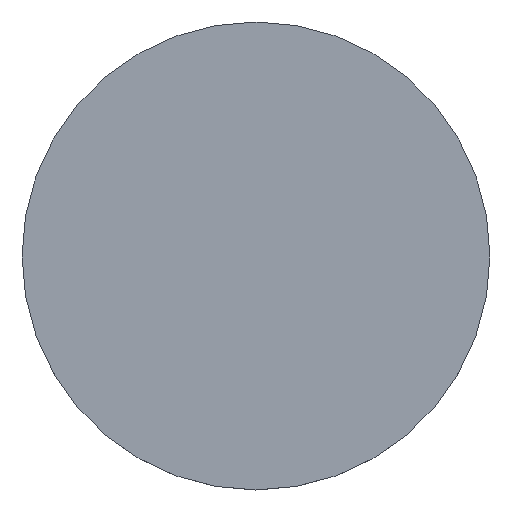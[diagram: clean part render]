
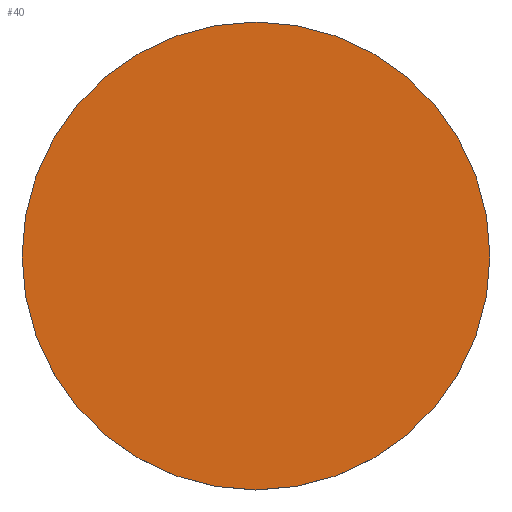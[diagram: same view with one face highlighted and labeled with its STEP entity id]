
A CAD part, top view. The second image highlights one B-rep face of the part: STEP entity #40.
In plain terms, the highlighted planar face has unit normal (0, 0, 1).
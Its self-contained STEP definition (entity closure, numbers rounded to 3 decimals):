
#10 = DIRECTION ( 'NONE',  ( 1., 0., 0. ) ) ;
#13 = AXIS2_PLACEMENT_3D ( 'NONE', #83, #201, #82 ) ;
#40 = ADVANCED_FACE ( 'NONE', ( #92 ), #87, .T. ) ;
#45 = CARTESIAN_POINT ( 'NONE',  ( 0., 0., 11.6 ) ) ;
#47 = AXIS2_PLACEMENT_3D ( 'NONE', #164, #184, #84 ) ;
#48 = CARTESIAN_POINT ( 'NONE',  ( 25.4, 0., 11.6 ) ) ;
#72 = VERTEX_POINT ( 'NONE', #48 ) ;
#74 = VERTEX_POINT ( 'NONE', #127 ) ;
#82 = DIRECTION ( 'NONE',  ( 1., 0., 0. ) ) ;
#83 = CARTESIAN_POINT ( 'NONE',  ( 0., 52.02, 11.6 ) ) ;
#84 = DIRECTION ( 'NONE',  ( 1., 0., 0. ) ) ;
#85 = EDGE_CURVE ( 'NONE', #74, #72, #114, .T. ) ;
#87 = PLANE ( 'NONE',  #13 ) ;
#92 = FACE_OUTER_BOUND ( 'NONE', #121, .T. ) ;
#96 = EDGE_CURVE ( 'NONE', #72, #74, #158, .T. ) ;
#97 = ORIENTED_EDGE ( 'NONE', *, *, #96, .F. ) ;
#114 = CIRCLE ( 'NONE', #220, 25.4 ) ;
#121 = EDGE_LOOP ( 'NONE', ( #97, #152 ) ) ;
#127 = CARTESIAN_POINT ( 'NONE',  ( -25.4, 0., 11.6 ) ) ;
#152 = ORIENTED_EDGE ( 'NONE', *, *, #85, .F. ) ;
#158 = CIRCLE ( 'NONE', #47, 25.4 ) ;
#164 = CARTESIAN_POINT ( 'NONE',  ( 0., 0., 11.6 ) ) ;
#184 = DIRECTION ( 'NONE',  ( 0., 0., -1. ) ) ;
#201 = DIRECTION ( 'NONE',  ( 0., 0., 1. ) ) ;
#202 = DIRECTION ( 'NONE',  ( 0., 0., -1. ) ) ;
#220 = AXIS2_PLACEMENT_3D ( 'NONE', #45, #202, #10 ) ;
